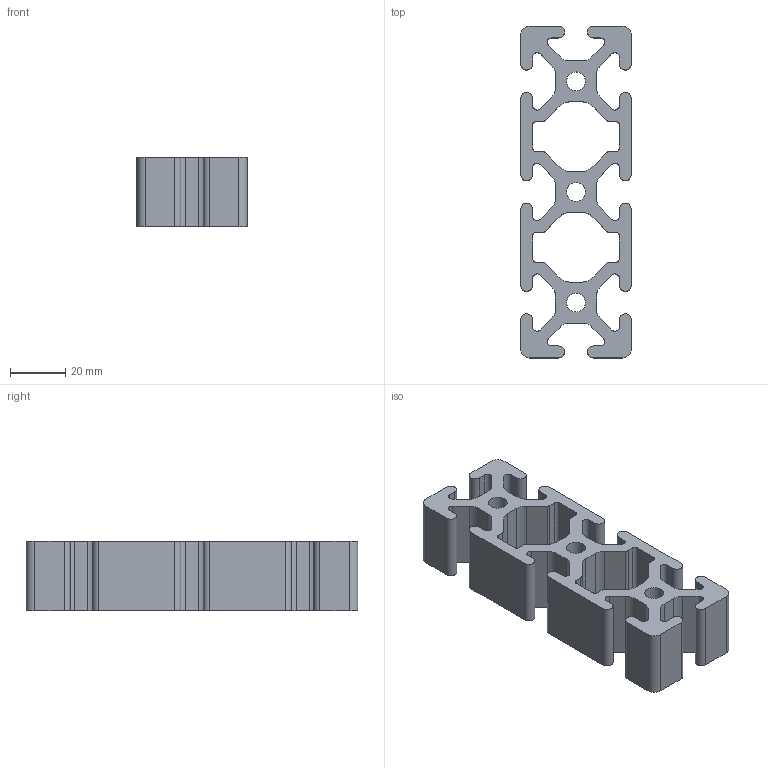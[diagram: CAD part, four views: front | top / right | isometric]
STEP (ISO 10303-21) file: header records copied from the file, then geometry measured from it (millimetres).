
FILE_DESCRIPTION( ( 'STEP AP214' ), '1' );
FILE_NAME( '40-4012-25-CL.stp', '2021-07-07T22:22:09', ( 'License CC BY-ND 4.0' ), ( 'CADENAS' ), ' ', 'PARTsolutions', ' ' );
FILE_SCHEMA( ( 'AUTOMOTIVE_DESIGN { 1 0 10303 214 1 1 1 1 }' ) );
Length unit declared in the file: millimetre
Products named in the file (1): _40-4012-25-CL
Bounding box: 40 x 120 x 25 mm (x, y, z)
Volume: 54490.6 mm3; surface area: 26028.9 mm2
Topology: 1 solids, 1 shells, 157 faces, 465 edges, 310 vertices
Faces by surface type: cylinder 79, plane 78
Full cylindrical faces by diameter (mm): 6.8 x3
Entity records: 6574 total; most frequent: DIRECTION 936, CARTESIAN_POINT 930, ORIENTED_EDGE 924, EDGE_CURVE 462, AXIS2_PLACEMENT_3D 316, VERTEX_POINT 310, LINE 304, VECTOR 304
